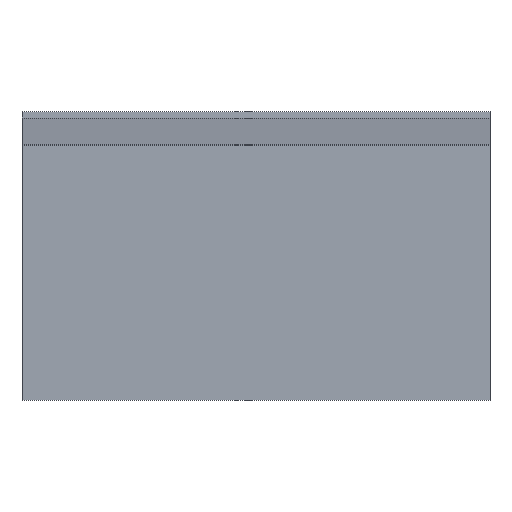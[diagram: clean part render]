
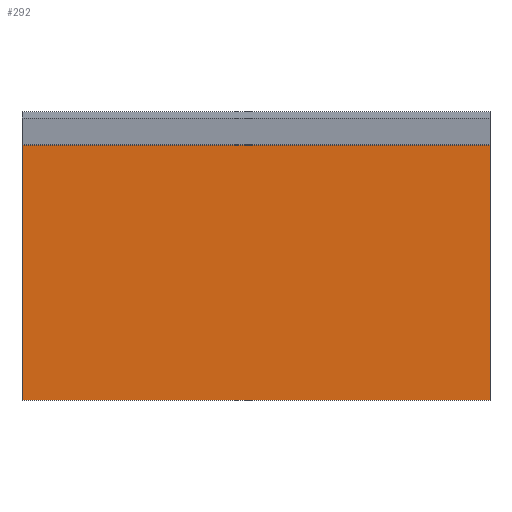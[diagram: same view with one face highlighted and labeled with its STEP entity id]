
A CAD part, top view. The second image highlights one B-rep face of the part: STEP entity #292.
In plain terms, the highlighted planar face has unit normal (0, -0.041, 0.999).
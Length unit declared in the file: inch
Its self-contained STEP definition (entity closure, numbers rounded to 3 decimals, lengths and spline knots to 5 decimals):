
#26=FACE_OUTER_BOUND('',#41,.T.);
#41=EDGE_LOOP('',(#232,#233,#234,#235));
#77=LINE('',#464,#116);
#79=LINE('',#468,#118);
#80=LINE('',#470,#119);
#81=LINE('',#471,#120);
#116=VECTOR('',#381,0.3937);
#118=VECTOR('',#385,0.3937);
#119=VECTOR('',#386,0.3937);
#120=VECTOR('',#387,0.3937);
#145=VERTEX_POINT('',#461);
#146=VERTEX_POINT('',#463);
#147=VERTEX_POINT('',#467);
#148=VERTEX_POINT('',#469);
#181=EDGE_CURVE('',#146,#145,#77,.T.);
#183=EDGE_CURVE('',#147,#145,#79,.F.);
#184=EDGE_CURVE('',#148,#147,#80,.T.);
#185=EDGE_CURVE('',#146,#148,#81,.T.);
#232=ORIENTED_EDGE('',*,*,#183,.F.);
#233=ORIENTED_EDGE('',*,*,#184,.F.);
#234=ORIENTED_EDGE('',*,*,#185,.F.);
#235=ORIENTED_EDGE('',*,*,#181,.T.);
#277=PLANE('',#321);
#292=ADVANCED_FACE('',(#26),#277,.T.);
#321=AXIS2_PLACEMENT_3D('',#466,#383,#384);
#381=DIRECTION('',(1.,0.,0.));
#383=DIRECTION('center_axis',(0.,-0.041,0.999));
#384=DIRECTION('ref_axis',(0.,-0.999,-0.041));
#385=DIRECTION('',(0.,0.999,0.041));
#386=DIRECTION('',(1.,0.,0.));
#387=DIRECTION('',(0.,0.999,0.041));
#461=CARTESIAN_POINT('',(-159.53517,-6.87505,-97.4));
#463=CARTESIAN_POINT('',(-215.95183,-6.87505,-97.4));
#464=CARTESIAN_POINT('',(-215.95183,-6.87505,-97.4));
#466=CARTESIAN_POINT('Origin',(-215.95183,23.87495,-96.15));
#467=CARTESIAN_POINT('',(-159.53517,23.87495,-96.15));
#468=CARTESIAN_POINT('',(-159.53517,17.13253,-96.42408));
#469=CARTESIAN_POINT('',(-215.95183,23.87495,-96.15));
#470=CARTESIAN_POINT('',(-215.95183,23.87495,-96.15));
#471=CARTESIAN_POINT('',(-215.95183,1.75753,-97.04908));
